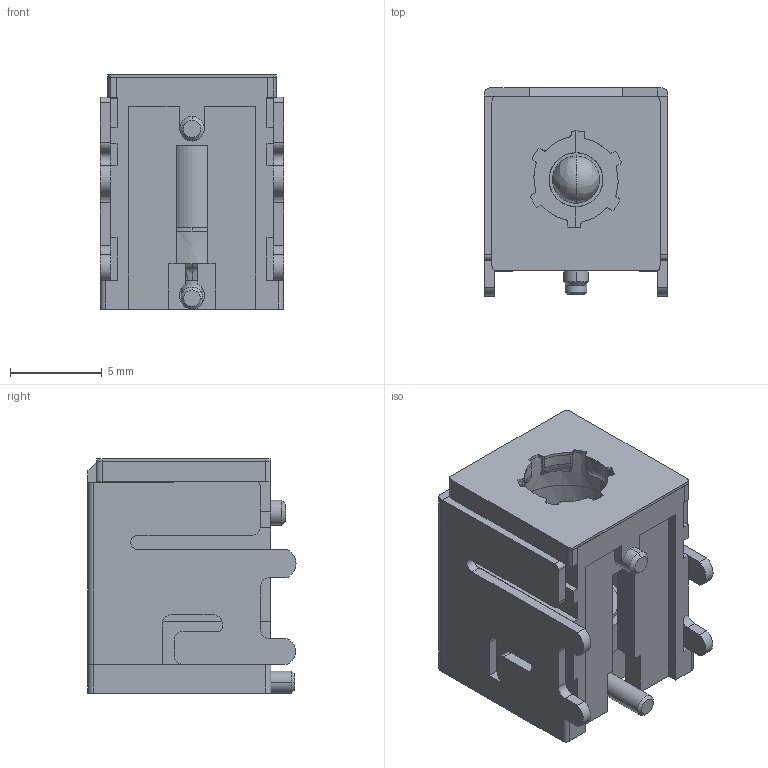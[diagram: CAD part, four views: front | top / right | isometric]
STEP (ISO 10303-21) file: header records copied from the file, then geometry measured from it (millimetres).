
FILE_DESCRIPTION (( 'STEP AP214' ), '1' );
FILE_NAME ('2DC-G213-B73F Assembly.STEP', '2021-10-07T05:31:52', ( '' ), ( '' ), 'SwSTEP 2.0', 'SolidWorks 2016', '' );
FILE_SCHEMA (( 'AUTOMOTIVE_DESIGN' ));
Length unit declared in the file: millimetre
Products named in the file (4): connector pin; 2DC-G213-B73F Assembly; 2DC-G213-B73F; Connector stop pin
Assembly tree (3 placements, depth 2):
  2DC-G213-B73F Assembly
    2DC-G213-B73F
    connector pin
    Connector stop pin
Bounding box: 10 x 11.37 x 12.8 mm (x, y, z)
Volume: 866 mm3; surface area: 1959.2 mm2
Topology: 9 solids, 9 shells, 351 faces, 942 edges, 609 vertices
Faces by surface type: plane 149, cylinder 121, bspline 60, cone 17, torus 4
Entity records: 12762 total; most frequent: CARTESIAN_POINT 3531, ORIENTED_EDGE 1880, DIRECTION 1664, EDGE_CURVE 940, VERTEX_POINT 609, AXIS2_PLACEMENT_3D 572, LINE 520, VECTOR 520
